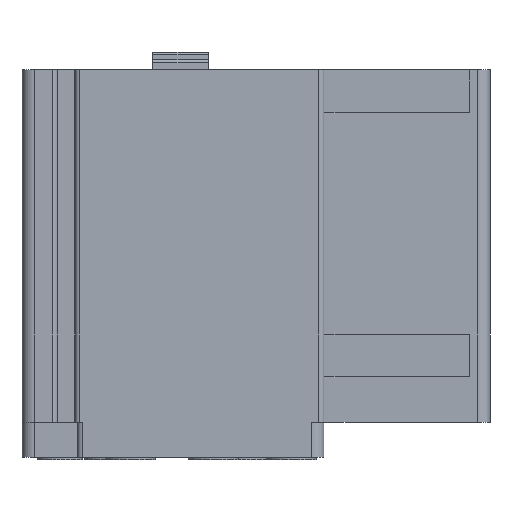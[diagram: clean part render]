
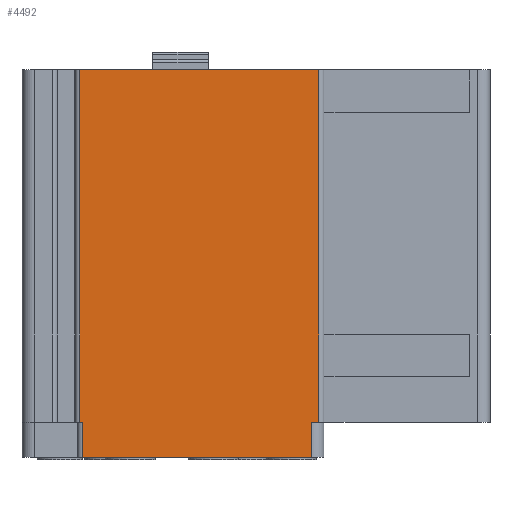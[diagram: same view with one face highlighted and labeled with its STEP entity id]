
A CAD part, front view. The second image highlights one B-rep face of the part: STEP entity #4492.
In plain terms, the highlighted planar face has unit normal (0, -1, 0).
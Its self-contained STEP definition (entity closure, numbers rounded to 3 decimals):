
#693=ORIENTED_EDGE('',*,*,#1891,.T.);
#694=ORIENTED_EDGE('',*,*,#1931,.F.);
#695=ORIENTED_EDGE('',*,*,#1932,.T.);
#696=ORIENTED_EDGE('',*,*,#1933,.T.);
#697=ORIENTED_EDGE('',*,*,#1909,.T.);
#698=ORIENTED_EDGE('',*,*,#1934,.F.);
#699=ORIENTED_EDGE('',*,*,#1621,.F.);
#700=ORIENTED_EDGE('',*,*,#1930,.T.);
#1621=EDGE_CURVE('',#2279,#2280,#2707,.T.);
#1891=EDGE_CURVE('',#2510,#2509,#2911,.T.);
#1909=EDGE_CURVE('',#2527,#2528,#2920,.T.);
#1930=EDGE_CURVE('',#2279,#2510,#2938,.T.);
#1931=EDGE_CURVE('',#2530,#2509,#2939,.T.);
#1932=EDGE_CURVE('',#2530,#2531,#2940,.T.);
#1933=EDGE_CURVE('',#2531,#2527,#2941,.T.);
#1934=EDGE_CURVE('',#2280,#2528,#2942,.T.);
#2279=VERTEX_POINT('',#6552);
#2280=VERTEX_POINT('',#6554);
#2509=VERTEX_POINT('',#7081);
#2510=VERTEX_POINT('',#7083);
#2527=VERTEX_POINT('',#7119);
#2528=VERTEX_POINT('',#7120);
#2530=VERTEX_POINT('',#7163);
#2531=VERTEX_POINT('',#7165);
#2707=LINE('',#6553,#3197);
#2911=LINE('',#7082,#3401);
#2920=LINE('',#7118,#3410);
#2938=LINE('',#7160,#3428);
#2939=LINE('',#7162,#3429);
#2940=LINE('',#7164,#3430);
#2941=LINE('',#7166,#3431);
#2942=LINE('',#7167,#3432);
#3197=VECTOR('',#5191,1000.);
#3401=VECTOR('',#5585,1000.);
#3410=VECTOR('',#5614,1000.);
#3428=VECTOR('',#5674,1000.);
#3429=VECTOR('',#5677,1000.);
#3430=VECTOR('',#5678,1000.);
#3431=VECTOR('',#5679,1000.);
#3432=VECTOR('',#5680,1000.);
#3732=EDGE_LOOP('',(#693,#694,#695,#696,#697,#698,#699,#700));
#4032=FACE_BOUND('',#3732,.T.);
#4305=PLANE('',#4856);
#4492=ADVANCED_FACE('',(#4032),#4305,.F.);
#4856=AXIS2_PLACEMENT_3D('',#7161,#5675,#5676);
#5191=DIRECTION('',(1.,0.,0.));
#5585=DIRECTION('',(1.,0.,0.));
#5614=DIRECTION('',(1.,0.,0.));
#5674=DIRECTION('',(0.,0.,-1.));
#5675=DIRECTION('',(0.,1.,0.));
#5676=DIRECTION('',(0.,0.,1.));
#5677=DIRECTION('',(0.,0.,1.));
#5678=DIRECTION('',(1.,0.,0.));
#5679=DIRECTION('',(0.,0.,1.));
#5680=DIRECTION('',(0.,0.,-1.));
#6552=CARTESIAN_POINT('',(2.3,0.,14.));
#6553=CARTESIAN_POINT('',(2.3,0.,14.));
#6554=CARTESIAN_POINT('',(11.8,0.,14.));
#7081=CARTESIAN_POINT('',(2.4,0.,0.));
#7082=CARTESIAN_POINT('',(2.3,0.,0.));
#7083=CARTESIAN_POINT('',(2.3,0.,0.));
#7118=CARTESIAN_POINT('',(2.3,0.,0.));
#7119=CARTESIAN_POINT('',(11.5,0.,0.));
#7120=CARTESIAN_POINT('',(11.8,0.,0.));
#7160=CARTESIAN_POINT('',(2.3,0.,14.));
#7161=CARTESIAN_POINT('',(2.3,0.,14.));
#7162=CARTESIAN_POINT('',(2.4,0.,-1.4));
#7163=CARTESIAN_POINT('',(2.4,0.,-1.4));
#7164=CARTESIAN_POINT('',(2.4,0.,-1.4));
#7165=CARTESIAN_POINT('',(11.5,0.,-1.4));
#7166=CARTESIAN_POINT('',(11.5,0.,-1.4));
#7167=CARTESIAN_POINT('',(11.8,0.,14.));
